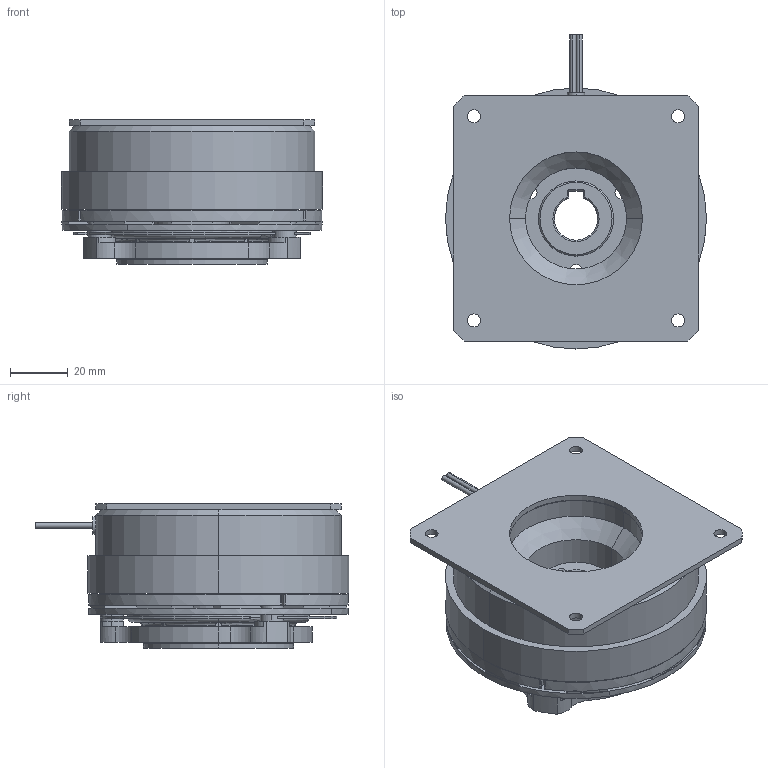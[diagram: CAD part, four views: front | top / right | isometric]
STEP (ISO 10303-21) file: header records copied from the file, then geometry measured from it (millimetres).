
FILE_DESCRIPTION (( 'STEP AP203' ), '1' );
FILE_NAME ('MSB1.2.STEP', '2017-05-30T05:41:19', ( '新井重治' ), ( '小倉クラッチ' ), 'SwSTEP 2.0', 'SolidWorks 2009', '' );
FILE_SCHEMA (( 'CONFIG_CONTROL_DESIGN' ));
Length unit declared in the file: millimetre
Products named in the file (1): MSB1.2
Bounding box: 90.4 x 108.75 x 50 mm (x, y, z)
Volume: 208140.9 mm3; surface area: 63192.4 mm2
Topology: 2 solids, 5 shells, 839 faces, 2195 edges, 1384 vertices
Faces by surface type: plane 323, cylinder 303, cone 127, bspline 66, torus 14, sphere 6
Entity records: 27411 total; most frequent: CARTESIAN_POINT 6385, DIRECTION 4530, ORIENTED_EDGE 4366, EDGE_CURVE 2183, AXIS2_PLACEMENT_3D 1795, VERTEX_POINT 1384, CIRCLE 1021, VECTOR 940
